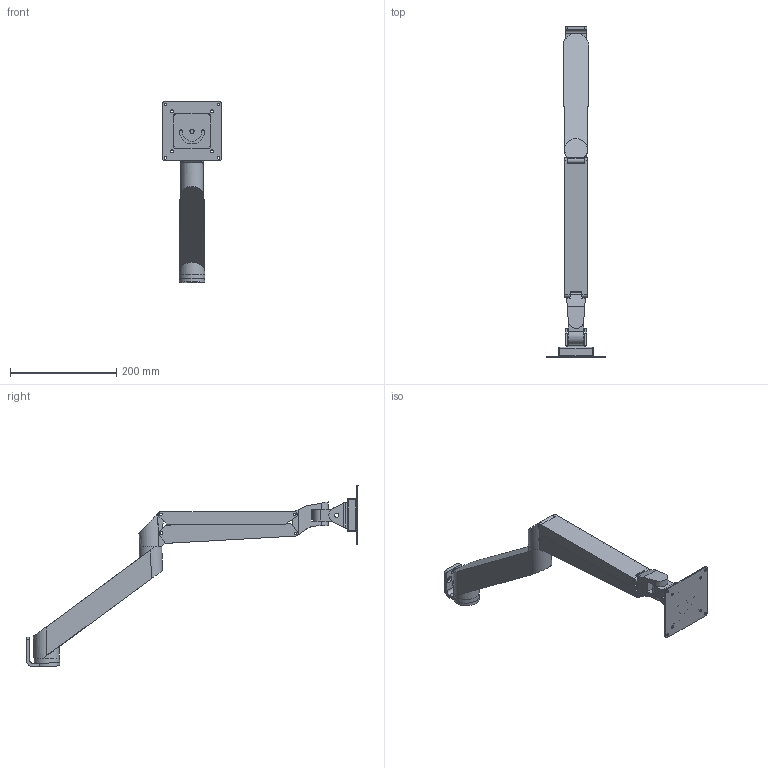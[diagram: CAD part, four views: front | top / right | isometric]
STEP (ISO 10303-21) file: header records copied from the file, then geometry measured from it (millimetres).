
FILE_DESCRIPTION(/* description */ (''),/* implementation_level */ '2;1');
FILE_NAME(/* name */ 'monitor_arm_5joints.stp',/* time_stamp */ '2019-07-16T14:32:47+02:00',/* author */ ('TEP'),/* organization */ ('TraceParts S.A.'),/* preprocessor_version */ 'ST-DEVELOPER v17',/* originating_system */ 'Autodesk Inventor 2019',/* authorisation */ '');
FILE_SCHEMA (('AUTOMOTIVE_DESIGN { 1 0 10303 214 3 1 1 }'));
Length unit declared in the file: millimetre
Products named in the file (1): item_0_0_678_77_12ae1upxak7rpeakvvn29183y
Bounding box: 112 x 624.38 x 340.66 mm (x, y, z)
Volume: 942756.7 mm3; surface area: 247032.3 mm2
Topology: 7 solids, 8 shells, 230 faces, 651 edges, 438 vertices
Faces by surface type: plane 117, cylinder 99, cone 6, torus 4, sphere 4
Full cylindrical faces by diameter (mm): 5 x21, 6.2 x1, 6.6 x4, 6.8 x1, 8 x5, 9 x2, 24 x1, 26.5 x1, 28 x1, 31.5 x1, 48 x1
Entity records: 8003 total; most frequent: DIRECTION 1395, CARTESIAN_POINT 1333, ORIENTED_EDGE 1294, EDGE_CURVE 647, AXIS2_PLACEMENT_3D 518, VERTEX_POINT 438, LINE 359, VECTOR 359
